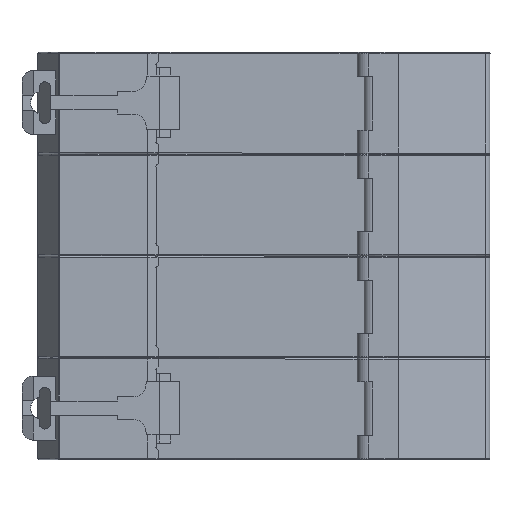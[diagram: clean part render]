
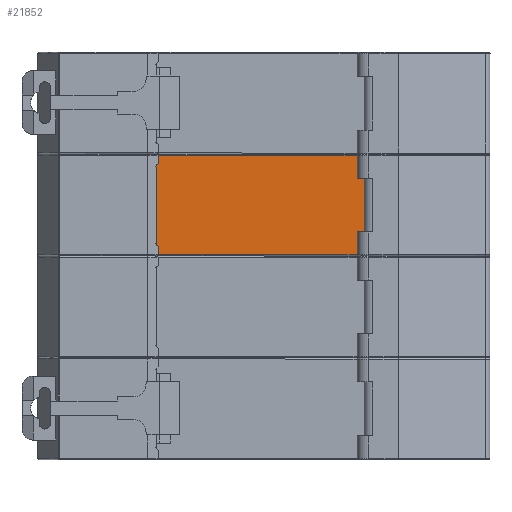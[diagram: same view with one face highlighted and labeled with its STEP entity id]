
A CAD part, front view. The second image highlights one B-rep face of the part: STEP entity #21852.
In plain terms, the highlighted planar face has unit normal (0, -1, 0).
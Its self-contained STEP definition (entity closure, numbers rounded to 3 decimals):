
#90 = PLANE ( 'NONE',  #32262 ) ;
#243 = DIRECTION ( 'NONE',  ( 0., 0., -1. ) ) ;
#833 = ORIENTED_EDGE ( 'NONE', *, *, #27993, .F. ) ;
#1405 = DIRECTION ( 'NONE',  ( 0., 0., -1. ) ) ;
#2612 = CARTESIAN_POINT ( 'NONE',  ( -7.203, -16.301, -20.044 ) ) ;
#2900 = FACE_OUTER_BOUND ( 'NONE', #42274, .T. ) ;
#3273 = CARTESIAN_POINT ( 'NONE',  ( -43.902, -16.301, -13.436 ) ) ;
#3802 = EDGE_CURVE ( 'NONE', #19350, #33822, #11766, .T. ) ;
#4018 = VECTOR ( 'NONE', #5786, 1000. ) ;
#5553 = EDGE_CURVE ( 'NONE', #13143, #38819, #36156, .T. ) ;
#5786 = DIRECTION ( 'NONE',  ( -1., 0., 0. ) ) ;
#5816 = VECTOR ( 'NONE', #10019, 1000. ) ;
#6887 = LINE ( 'NONE', #3273, #5816 ) ;
#9222 = CARTESIAN_POINT ( 'NONE',  ( -7.205, -16.301, -28.744 ) ) ;
#9359 = CARTESIAN_POINT ( 'NONE',  ( -43.879, -16.301, 90.73 ) ) ;
#9637 = ORIENTED_EDGE ( 'NONE', *, *, #3802, .T. ) ;
#9726 = LINE ( 'NONE', #35963, #36021 ) ;
#9882 = ORIENTED_EDGE ( 'NONE', *, *, #42321, .T. ) ;
#9965 = VECTOR ( 'NONE', #22342, 1000. ) ;
#10019 = DIRECTION ( 'NONE',  ( -0.707, 0., -0.707 ) ) ;
#10848 = VECTOR ( 'NONE', #34574, 1000. ) ;
#11599 = CARTESIAN_POINT ( 'NONE',  ( -43.201, -16.301, -12.737 ) ) ;
#11766 = LINE ( 'NONE', #2612, #19807 ) ;
#13143 = VERTEX_POINT ( 'NONE', #33714 ) ;
#14192 = VERTEX_POINT ( 'NONE', #16501 ) ;
#15494 = CARTESIAN_POINT ( 'NONE',  ( -43.904, -16.301, -26.636 ) ) ;
#16053 = EDGE_CURVE ( 'NONE', #14192, #19350, #29069, .T. ) ;
#16501 = CARTESIAN_POINT ( 'NONE',  ( -43.205, -16.301, -28.737 ) ) ;
#17345 = VERTEX_POINT ( 'NONE', #38498 ) ;
#18349 = CARTESIAN_POINT ( 'NONE',  ( -7.201, -16.301, -11.344 ) ) ;
#18886 = CARTESIAN_POINT ( 'NONE',  ( -43.205, -16.301, -27.337 ) ) ;
#19350 = VERTEX_POINT ( 'NONE', #9222 ) ;
#19807 = VECTOR ( 'NONE', #26597, 1000. ) ;
#19936 = VERTEX_POINT ( 'NONE', #25300 ) ;
#20754 = DIRECTION ( 'NONE',  ( 0., 1., 0. ) ) ;
#21641 = EDGE_CURVE ( 'NONE', #33822, #17345, #22264, .T. ) ;
#21852 = ADVANCED_FACE ( 'NONE', ( #2900 ), #90, .F. ) ;
#22264 = LINE ( 'NONE', #26311, #4018 ) ;
#22342 = DIRECTION ( 'NONE',  ( -0.707, 0., 0.707 ) ) ;
#22470 = ORIENTED_EDGE ( 'NONE', *, *, #43323, .T. ) ;
#25300 = CARTESIAN_POINT ( 'NONE',  ( -43.201, -16.301, -12.737 ) ) ;
#25958 = VECTOR ( 'NONE', #40289, 1000. ) ;
#26311 = CARTESIAN_POINT ( 'NONE',  ( -44.201, -16.301, -11.336 ) ) ;
#26597 = DIRECTION ( 'NONE',  ( 0., 0., 1. ) ) ;
#27993 = EDGE_CURVE ( 'NONE', #34700, #38819, #28197, .T. ) ;
#28197 = LINE ( 'NONE', #18886, #9965 ) ;
#29069 = LINE ( 'NONE', #31147, #10848 ) ;
#31147 = CARTESIAN_POINT ( 'NONE',  ( -44.205, -16.301, -28.736 ) ) ;
#31388 = LINE ( 'NONE', #11599, #39440 ) ;
#32262 = AXIS2_PLACEMENT_3D ( 'NONE', #41349, #20754, #243 ) ;
#33714 = CARTESIAN_POINT ( 'NONE',  ( -43.902, -16.301, -13.436 ) ) ;
#33822 = VERTEX_POINT ( 'NONE', #18349 ) ;
#34574 = DIRECTION ( 'NONE',  ( 1., 0., 0. ) ) ;
#34700 = VERTEX_POINT ( 'NONE', #44545 ) ;
#35701 = ORIENTED_EDGE ( 'NONE', *, *, #16053, .T. ) ;
#35839 = EDGE_CURVE ( 'NONE', #34700, #14192, #9726, .T. ) ;
#35963 = CARTESIAN_POINT ( 'NONE',  ( -43.205, -16.301, -28.737 ) ) ;
#36021 = VECTOR ( 'NONE', #39594, 1000. ) ;
#36156 = LINE ( 'NONE', #9359, #25958 ) ;
#37532 = ORIENTED_EDGE ( 'NONE', *, *, #35839, .T. ) ;
#38498 = CARTESIAN_POINT ( 'NONE',  ( -43.201, -16.301, -11.337 ) ) ;
#38819 = VERTEX_POINT ( 'NONE', #15494 ) ;
#38923 = ORIENTED_EDGE ( 'NONE', *, *, #21641, .T. ) ;
#39440 = VECTOR ( 'NONE', #1405, 1000. ) ;
#39594 = DIRECTION ( 'NONE',  ( 0., 0., -1. ) ) ;
#39780 = ORIENTED_EDGE ( 'NONE', *, *, #5553, .T. ) ;
#40289 = DIRECTION ( 'NONE',  ( 0., 0., -1. ) ) ;
#41349 = CARTESIAN_POINT ( 'NONE',  ( -44.203, -16.301, -21.136 ) ) ;
#42274 = EDGE_LOOP ( 'NONE', ( #22470, #9882, #39780, #833, #37532, #35701, #9637, #38923 ) ) ;
#42321 = EDGE_CURVE ( 'NONE', #19936, #13143, #6887, .T. ) ;
#43323 = EDGE_CURVE ( 'NONE', #17345, #19936, #31388, .T. ) ;
#44545 = CARTESIAN_POINT ( 'NONE',  ( -43.205, -16.301, -27.337 ) ) ;
